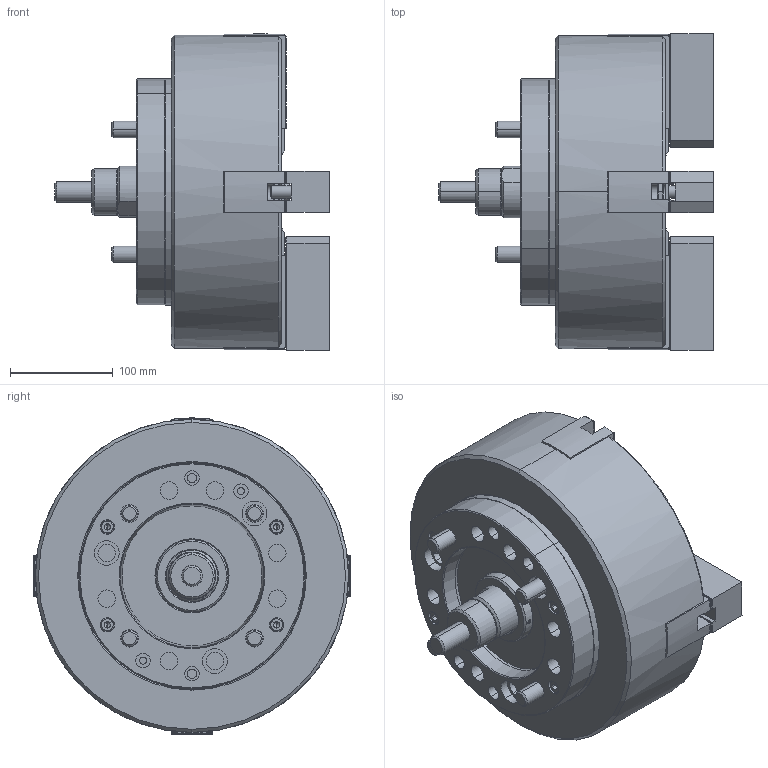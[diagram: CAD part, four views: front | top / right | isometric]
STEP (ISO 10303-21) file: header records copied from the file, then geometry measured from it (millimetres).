
FILE_DESCRIPTION (( 'STEP AP203' ), '1' );
FILE_NAME ('CF-4V-12A8.STEP', '2019-07-25T03:18:37', ( '' ), ( '' ), 'SwSTEP 2.0', 'SolidWorks 2016', '' );
FILE_SCHEMA (( 'CONFIG_CONTROL_DESIGN' ));
Length unit declared in the file: millimetre
Products named in the file (19): CF-3V-21-09000-DEL; CF-3P-10-06010; CF-3V-12-08000; CF-3H-210-04000; 圓頭內六角螺栓_M20x90(全牙); CF-4V-12-01000; CF-4V-12A8; 圓頭內六角螺栓_M16x145; 圓頭內六角螺栓_M8x45; CF-4V-12-04000; 半圓頭六角孔螺栓_M5x12; CF-4V-12-02000; SJ-10; CF-3V-12-09010-A8法蘭; 圓頭內六角螺栓_M12x30; CF-4V-12-03000; d0.8D4X10; CF-4V-12-05000; 無頭六角孔螺絲_M5x8
Assembly tree (40 placements, depth 2):
  CF-4V-12A8
    CF-4V-12-01000
    CF-4V-12-04000
    CF-4V-12-02000
    CF-3V-12-09010-A8法蘭
    CF-4V-12-03000  x4
    CF-4V-12-05000  x4
    CF-3V-21-09000-DEL
    CF-3V-12-08000
    圓頭內六角螺栓_M20x90(全牙)
    圓頭內六角螺栓_M8x45  x4
    圓頭內六角螺栓_M16x145  x4
    半圓頭六角孔螺栓_M5x12  x4
    SJ-10  x3
    圓頭內六角螺栓_M12x30  x6
    d0.8D4X10
    無頭六角孔螺絲_M5x8
    CF-3P-10-06010
    CF-3H-210-04000
Bounding box: 266.3 x 307.17 x 306.89 mm (x, y, z)
Volume: 8970793.2 mm3; surface area: 862483 mm2
Topology: 40 solids, 40 shells, 4746 faces, 13553 edges, 8916 vertices
Faces by surface type: plane 3302, cylinder 1210, cone 218, torus 14, bspline 2
Entity records: 56441 total; most frequent: CARTESIAN_POINT 12304, ORIENTED_EDGE 9100, DIRECTION 8162, EDGE_CURVE 4550, VECTOR 3312, LINE 3312, VERTEX_POINT 2989, AXIS2_PLACEMENT_3D 2425
